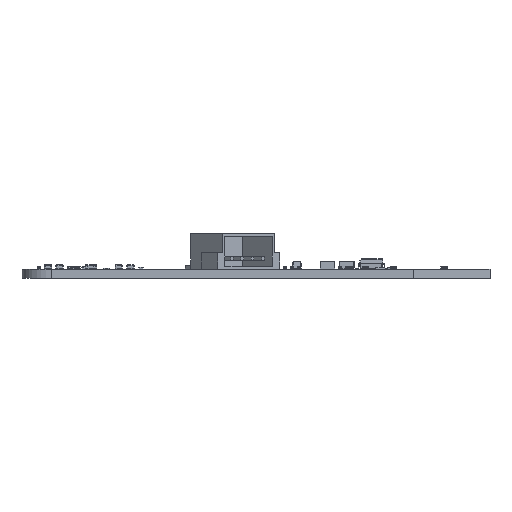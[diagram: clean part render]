
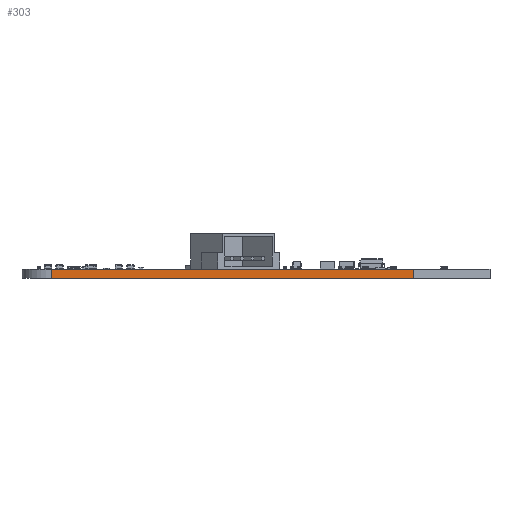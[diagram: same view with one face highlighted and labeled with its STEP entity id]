
A CAD part, front view. The second image highlights one B-rep face of the part: STEP entity #303.
In plain terms, the highlighted planar face has unit normal (0, -1, 0).
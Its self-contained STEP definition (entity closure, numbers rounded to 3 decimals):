
#276 = VERTEX_POINT('',#277);
#277 = CARTESIAN_POINT('',(5.,-23.,1.591));
#284 = EDGE_CURVE('',#285,#276,#287,.T.);
#285 = VERTEX_POINT('',#286);
#286 = CARTESIAN_POINT('',(5.,-23.,0.));
#287 = LINE('',#288,#289);
#288 = CARTESIAN_POINT('',(5.,-23.,0.));
#289 = VECTOR('',#290,1.);
#290 = DIRECTION('',(0.,0.,1.));
#303 = ADVANCED_FACE('',(#304),#329,.F.);
#304 = FACE_BOUND('',#305,.F.);
#305 = EDGE_LOOP('',(#306,#307,#315,#323));
#306 = ORIENTED_EDGE('',*,*,#284,.T.);
#307 = ORIENTED_EDGE('',*,*,#308,.T.);
#308 = EDGE_CURVE('',#276,#309,#311,.T.);
#309 = VERTEX_POINT('',#310);
#310 = CARTESIAN_POINT('',(67.,-23.,1.591));
#311 = LINE('',#312,#313);
#312 = CARTESIAN_POINT('',(5.,-23.,1.591));
#313 = VECTOR('',#314,1.);
#314 = DIRECTION('',(1.,0.,0.));
#315 = ORIENTED_EDGE('',*,*,#316,.F.);
#316 = EDGE_CURVE('',#317,#309,#319,.T.);
#317 = VERTEX_POINT('',#318);
#318 = CARTESIAN_POINT('',(67.,-23.,0.));
#319 = LINE('',#320,#321);
#320 = CARTESIAN_POINT('',(67.,-23.,0.));
#321 = VECTOR('',#322,1.);
#322 = DIRECTION('',(0.,0.,1.));
#323 = ORIENTED_EDGE('',*,*,#324,.F.);
#324 = EDGE_CURVE('',#285,#317,#325,.T.);
#325 = LINE('',#326,#327);
#326 = CARTESIAN_POINT('',(5.,-23.,0.));
#327 = VECTOR('',#328,1.);
#328 = DIRECTION('',(1.,0.,0.));
#329 = PLANE('',#330);
#330 = AXIS2_PLACEMENT_3D('',#331,#332,#333);
#331 = CARTESIAN_POINT('',(5.,-23.,0.));
#332 = DIRECTION('',(0.,1.,0.));
#333 = DIRECTION('',(1.,0.,0.));
